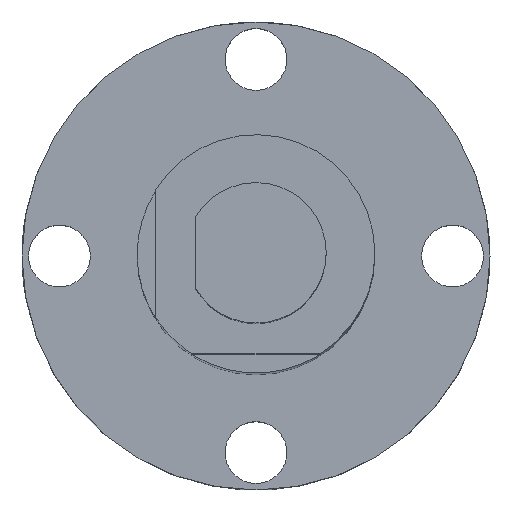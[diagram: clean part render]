
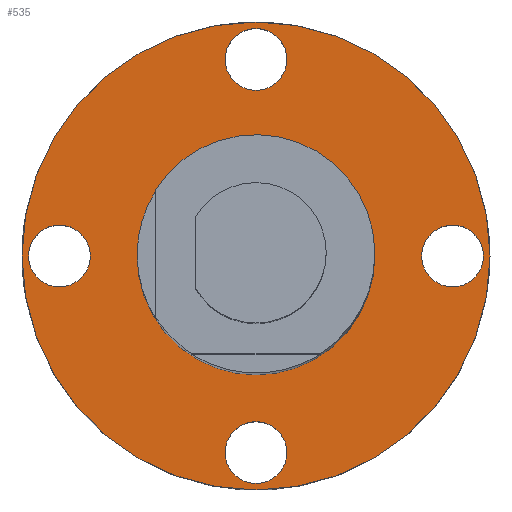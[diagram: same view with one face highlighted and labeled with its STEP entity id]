
A CAD part, top view. The second image highlights one B-rep face of the part: STEP entity #535.
In plain terms, the highlighted planar face has unit normal (0, 0, 1).
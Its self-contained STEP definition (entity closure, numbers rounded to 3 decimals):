
#33=FACE_BOUND('',#86,.T.);
#34=FACE_BOUND('',#87,.T.);
#35=FACE_BOUND('',#88,.T.);
#36=FACE_BOUND('',#89,.T.);
#37=FACE_BOUND('',#90,.T.);
#51=FACE_OUTER_BOUND('',#85,.T.);
#85=EDGE_LOOP('',(#420));
#86=EDGE_LOOP('',(#421));
#87=EDGE_LOOP('',(#422));
#88=EDGE_LOOP('',(#423));
#89=EDGE_LOOP('',(#424));
#90=EDGE_LOOP('',(#425));
#127=CIRCLE('',#594,25.);
#135=CIRCLE('',#606,3.3);
#136=CIRCLE('',#607,3.3);
#137=CIRCLE('',#608,3.3);
#138=CIRCLE('',#609,3.3);
#139=CIRCLE('',#610,12.7);
#249=VERTEX_POINT('',#876);
#255=VERTEX_POINT('',#900);
#256=VERTEX_POINT('',#902);
#257=VERTEX_POINT('',#904);
#258=VERTEX_POINT('',#906);
#259=VERTEX_POINT('',#908);
#307=EDGE_CURVE('',#249,#249,#127,.T.);
#320=EDGE_CURVE('',#255,#255,#135,.T.);
#321=EDGE_CURVE('',#256,#256,#136,.T.);
#322=EDGE_CURVE('',#257,#257,#137,.T.);
#323=EDGE_CURVE('',#258,#258,#138,.T.);
#324=EDGE_CURVE('',#259,#259,#139,.T.);
#420=ORIENTED_EDGE('',*,*,#307,.T.);
#421=ORIENTED_EDGE('',*,*,#320,.T.);
#422=ORIENTED_EDGE('',*,*,#321,.T.);
#423=ORIENTED_EDGE('',*,*,#322,.T.);
#424=ORIENTED_EDGE('',*,*,#323,.T.);
#425=ORIENTED_EDGE('',*,*,#324,.F.);
#515=PLANE('',#605);
#535=ADVANCED_FACE('',(#51,#33,#34,#35,#36,#37),#515,.T.);
#594=AXIS2_PLACEMENT_3D('',#878,#704,#705);
#605=AXIS2_PLACEMENT_3D('',#899,#731,#732);
#606=AXIS2_PLACEMENT_3D('',#901,#733,#734);
#607=AXIS2_PLACEMENT_3D('',#903,#735,#736);
#608=AXIS2_PLACEMENT_3D('',#905,#737,#738);
#609=AXIS2_PLACEMENT_3D('',#907,#739,#740);
#610=AXIS2_PLACEMENT_3D('',#909,#741,#742);
#704=DIRECTION('center_axis',(0.,0.,1.));
#705=DIRECTION('ref_axis',(1.,0.,0.));
#731=DIRECTION('center_axis',(0.,0.,1.));
#732=DIRECTION('ref_axis',(1.,0.,0.));
#733=DIRECTION('center_axis',(0.,0.,-1.));
#734=DIRECTION('ref_axis',(-1.,0.,0.));
#735=DIRECTION('center_axis',(0.,0.,-1.));
#736=DIRECTION('ref_axis',(-1.,0.,0.));
#737=DIRECTION('center_axis',(0.,0.,-1.));
#738=DIRECTION('ref_axis',(-1.,0.,0.));
#739=DIRECTION('center_axis',(0.,0.,-1.));
#740=DIRECTION('ref_axis',(-1.,0.,0.));
#741=DIRECTION('center_axis',(0.,0.,1.));
#742=DIRECTION('ref_axis',(1.,0.,0.));
#876=CARTESIAN_POINT('',(-25.,0.,-140.008));
#878=CARTESIAN_POINT('Origin',(0.,0.,-140.008));
#899=CARTESIAN_POINT('Origin',(-40.,-12.7,-140.008));
#900=CARTESIAN_POINT('',(3.3,21.,-140.008));
#901=CARTESIAN_POINT('Origin',(0.,21.,-140.008));
#902=CARTESIAN_POINT('',(3.3,-21.,-140.008));
#903=CARTESIAN_POINT('Origin',(0.,-21.,-140.008));
#904=CARTESIAN_POINT('',(-17.7,0.,-140.008));
#905=CARTESIAN_POINT('Origin',(-21.,0.,-140.008));
#906=CARTESIAN_POINT('',(24.3,0.,-140.008));
#907=CARTESIAN_POINT('Origin',(21.,0.,-140.008));
#908=CARTESIAN_POINT('',(-12.7,0.,-140.008));
#909=CARTESIAN_POINT('Origin',(0.,0.,-140.008));
